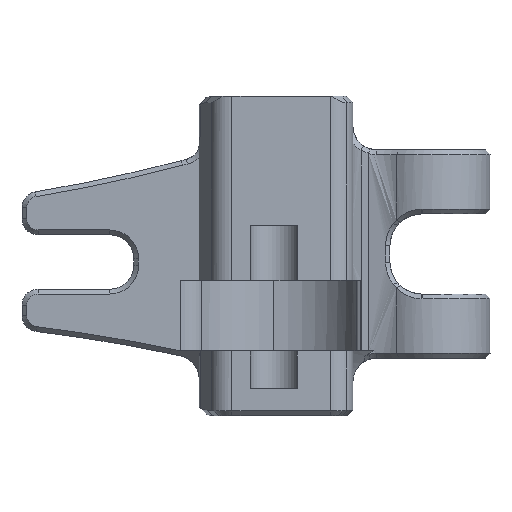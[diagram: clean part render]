
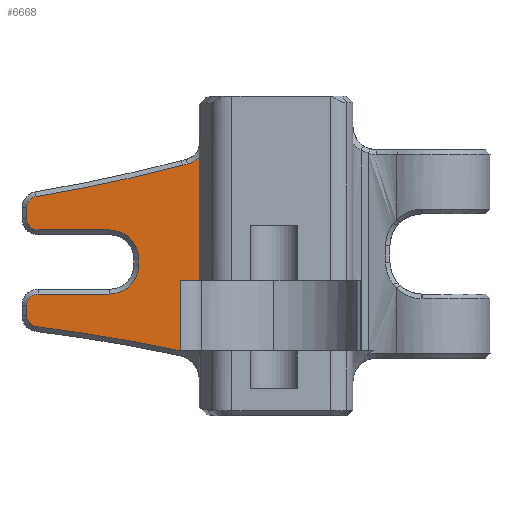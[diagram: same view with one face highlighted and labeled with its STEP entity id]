
A CAD part, left-side view. The second image highlights one B-rep face of the part: STEP entity #6668.
In plain terms, the highlighted planar face has unit normal (-1, 0, 0).
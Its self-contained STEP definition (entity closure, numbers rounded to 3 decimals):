
#5157 = EDGE_CURVE('',#5158,#5160,#5162,.T.);
#5158 = VERTEX_POINT('',#5159);
#5159 = CARTESIAN_POINT('',(11.8,5.84,4.95));
#5160 = VERTEX_POINT('',#5161);
#5161 = CARTESIAN_POINT('',(11.8,6.451,5.078));
#5162 = LINE('',#5163,#5164);
#5163 = CARTESIAN_POINT('',(11.8,1.408,4.023));
#5164 = VECTOR('',#5165,1.);
#5165 = DIRECTION('',(0.,0.979,0.205));
#6504 = VERTEX_POINT('',#6505);
#6505 = CARTESIAN_POINT('',(11.8,5.818,9.349));
#6512 = EDGE_CURVE('',#6513,#6504,#6515,.T.);
#6513 = VERTEX_POINT('',#6514);
#6514 = CARTESIAN_POINT('',(11.8,4.9,9.349));
#6515 = LINE('',#6516,#6517);
#6516 = CARTESIAN_POINT('',(11.8,0.,9.349));
#6517 = VECTOR('',#6518,1.);
#6518 = DIRECTION('',(0.,1.,0.));
#6520 = EDGE_CURVE('',#6513,#6521,#6523,.T.);
#6521 = VERTEX_POINT('',#6522);
#6522 = CARTESIAN_POINT('',(11.8,4.654,9.349));
#6523 = LINE('',#6524,#6525);
#6524 = CARTESIAN_POINT('',(11.8,0.,9.349));
#6525 = VECTOR('',#6526,1.);
#6526 = DIRECTION('',(0.,-1.,0.));
#6630 = VERTEX_POINT('',#6631);
#6631 = CARTESIAN_POINT('',(11.8,5.818,4.95));
#6640 = EDGE_CURVE('',#6630,#6504,#6641,.T.);
#6641 = LINE('',#6642,#6643);
#6642 = CARTESIAN_POINT('',(11.8,5.818,4.95));
#6643 = VECTOR('',#6644,1.);
#6644 = DIRECTION('',(0.,0.,1.));
#6654 = EDGE_CURVE('',#5158,#6630,#6655,.T.);
#6655 = LINE('',#6656,#6657);
#6656 = CARTESIAN_POINT('',(11.8,5.84,4.95));
#6657 = VECTOR('',#6658,1.);
#6658 = DIRECTION('',(0.,-1.,0.));
#6668 = ADVANCED_FACE('',(#6669),#6812,.F.);
#6669 = FACE_BOUND('',#6670,.F.);
#6670 = EDGE_LOOP('',(#6671,#6672,#6673,#6682,#6691,#6699,#6708,#6716,
    #6725,#6733,#6742,#6750,#6759,#6767,#6776,#6785,#6794,#6803,#6809,
    #6810,#6811));
#6671 = ORIENTED_EDGE('',*,*,#6654,.F.);
#6672 = ORIENTED_EDGE('',*,*,#5157,.T.);
#6673 = ORIENTED_EDGE('',*,*,#6674,.T.);
#6674 = EDGE_CURVE('',#5160,#6675,#6677,.T.);
#6675 = VERTEX_POINT('',#6676);
#6676 = CARTESIAN_POINT('',(11.8,14.805,6.461));
#6677 = CIRCLE('',#6678,100.3);
#6678 = AXIS2_PLACEMENT_3D('',#6679,#6680,#6681);
#6679 = CARTESIAN_POINT('',(11.8,26.992,-93.096));
#6680 = DIRECTION('',(-1.,0.,0.));
#6681 = DIRECTION('',(0.,-0.11,0.994)
  );
#6682 = ORIENTED_EDGE('',*,*,#6683,.F.);
#6683 = EDGE_CURVE('',#6684,#6675,#6686,.T.);
#6684 = VERTEX_POINT('',#6685);
#6685 = CARTESIAN_POINT('',(11.8,15.42,7.155));
#6686 = CIRCLE('',#6687,0.7);
#6687 = AXIS2_PLACEMENT_3D('',#6688,#6689,#6690);
#6688 = CARTESIAN_POINT('',(11.8,14.72,7.155));
#6689 = DIRECTION('',(-1.,0.,0.));
#6690 = DIRECTION('',(0.,1.,0.));
#6691 = ORIENTED_EDGE('',*,*,#6692,.T.);
#6692 = EDGE_CURVE('',#6684,#6693,#6695,.T.);
#6693 = VERTEX_POINT('',#6694);
#6694 = CARTESIAN_POINT('',(11.8,15.42,7.8));
#6695 = LINE('',#6696,#6697);
#6696 = CARTESIAN_POINT('',(11.8,15.42,13.679));
#6697 = VECTOR('',#6698,1.);
#6698 = DIRECTION('',(0.,0.,1.));
#6699 = ORIENTED_EDGE('',*,*,#6700,.T.);
#6700 = EDGE_CURVE('',#6693,#6701,#6703,.T.);
#6701 = VERTEX_POINT('',#6702);
#6702 = CARTESIAN_POINT('',(11.8,14.72,8.5));
#6703 = CIRCLE('',#6704,0.7);
#6704 = AXIS2_PLACEMENT_3D('',#6705,#6706,#6707);
#6705 = CARTESIAN_POINT('',(11.8,14.72,7.8));
#6706 = DIRECTION('',(1.,0.,0.));
#6707 = DIRECTION('',(0.,0.707,0.707)
  );
#6708 = ORIENTED_EDGE('',*,*,#6709,.T.);
#6709 = EDGE_CURVE('',#6701,#6710,#6712,.T.);
#6710 = VERTEX_POINT('',#6711);
#6711 = CARTESIAN_POINT('',(11.8,10.25,8.5));
#6712 = LINE('',#6713,#6714);
#6713 = CARTESIAN_POINT('',(11.8,0.,8.5));
#6714 = VECTOR('',#6715,1.);
#6715 = DIRECTION('',(0.,-1.,0.));
#6716 = ORIENTED_EDGE('',*,*,#6717,.T.);
#6717 = EDGE_CURVE('',#6710,#6718,#6720,.T.);
#6718 = VERTEX_POINT('',#6719);
#6719 = CARTESIAN_POINT('',(11.8,8.45,10.3));
#6720 = CIRCLE('',#6721,1.8);
#6721 = AXIS2_PLACEMENT_3D('',#6722,#6723,#6724);
#6722 = CARTESIAN_POINT('',(11.8,10.25,10.3));
#6723 = DIRECTION('',(-1.,0.,0.));
#6724 = DIRECTION('',(0.,-0.707,-0.707
    ));
#6725 = ORIENTED_EDGE('',*,*,#6726,.F.);
#6726 = EDGE_CURVE('',#6727,#6718,#6729,.T.);
#6727 = VERTEX_POINT('',#6728);
#6728 = CARTESIAN_POINT('',(11.8,8.45,10.7));
#6729 = LINE('',#6730,#6731);
#6730 = CARTESIAN_POINT('',(11.8,8.45,10.7));
#6731 = VECTOR('',#6732,1.);
#6732 = DIRECTION('',(0.,0.,-1.));
#6733 = ORIENTED_EDGE('',*,*,#6734,.T.);
#6734 = EDGE_CURVE('',#6727,#6735,#6737,.T.);
#6735 = VERTEX_POINT('',#6736);
#6736 = CARTESIAN_POINT('',(11.8,10.25,12.5));
#6737 = CIRCLE('',#6738,1.8);
#6738 = AXIS2_PLACEMENT_3D('',#6739,#6740,#6741);
#6739 = CARTESIAN_POINT('',(11.8,10.25,10.7));
#6740 = DIRECTION('',(-1.,0.,0.));
#6741 = DIRECTION('',(0.,-0.707,0.707)
  );
#6742 = ORIENTED_EDGE('',*,*,#6743,.T.);
#6743 = EDGE_CURVE('',#6735,#6744,#6746,.T.);
#6744 = VERTEX_POINT('',#6745);
#6745 = CARTESIAN_POINT('',(11.8,14.72,12.5));
#6746 = LINE('',#6747,#6748);
#6747 = CARTESIAN_POINT('',(11.8,0.,12.5));
#6748 = VECTOR('',#6749,1.);
#6749 = DIRECTION('',(0.,1.,0.));
#6750 = ORIENTED_EDGE('',*,*,#6751,.T.);
#6751 = EDGE_CURVE('',#6744,#6752,#6754,.T.);
#6752 = VERTEX_POINT('',#6753);
#6753 = CARTESIAN_POINT('',(11.8,15.42,13.2));
#6754 = CIRCLE('',#6755,0.7);
#6755 = AXIS2_PLACEMENT_3D('',#6756,#6757,#6758);
#6756 = CARTESIAN_POINT('',(11.8,14.72,13.2));
#6757 = DIRECTION('',(1.,0.,0.));
#6758 = DIRECTION('',(0.,0.707,-0.707
    ));
#6759 = ORIENTED_EDGE('',*,*,#6760,.T.);
#6760 = EDGE_CURVE('',#6752,#6761,#6763,.T.);
#6761 = VERTEX_POINT('',#6762);
#6762 = CARTESIAN_POINT('',(11.8,15.42,13.895));
#6763 = LINE('',#6764,#6765);
#6764 = CARTESIAN_POINT('',(11.8,15.42,13.679));
#6765 = VECTOR('',#6766,1.);
#6766 = DIRECTION('',(0.,0.,1.));
#6767 = ORIENTED_EDGE('',*,*,#6768,.T.);
#6768 = EDGE_CURVE('',#6761,#6769,#6771,.T.);
#6769 = VERTEX_POINT('',#6770);
#6770 = CARTESIAN_POINT('',(11.8,14.835,14.586));
#6771 = CIRCLE('',#6772,0.7);
#6772 = AXIS2_PLACEMENT_3D('',#6773,#6774,#6775);
#6773 = CARTESIAN_POINT('',(11.8,14.72,13.895));
#6774 = DIRECTION('',(1.,0.,0.));
#6775 = DIRECTION('',(0.,0.763,0.647));
#6776 = ORIENTED_EDGE('',*,*,#6777,.T.);
#6777 = EDGE_CURVE('',#6769,#6778,#6780,.T.);
#6778 = VERTEX_POINT('',#6779);
#6779 = CARTESIAN_POINT('',(11.8,5.695,16.545));
#6780 = CIRCLE('',#6781,100.3);
#6781 = AXIS2_PLACEMENT_3D('',#6782,#6783,#6784);
#6782 = CARTESIAN_POINT('',(11.8,31.261,113.532));
#6783 = DIRECTION('',(-1.,0.,0.));
#6784 = DIRECTION('',(0.,-0.255,-0.967)
  );
#6785 = ORIENTED_EDGE('',*,*,#6786,.T.);
#6786 = EDGE_CURVE('',#6778,#6787,#6789,.T.);
#6787 = VERTEX_POINT('',#6788);
#6788 = CARTESIAN_POINT('',(11.8,5.404,16.612));
#6789 = CIRCLE('',#6790,4.7);
#6790 = AXIS2_PLACEMENT_3D('',#6791,#6792,#6793);
#6791 = CARTESIAN_POINT('',(11.8,4.497,12.));
#6792 = DIRECTION('',(1.,0.,-0.));
#6793 = DIRECTION('',(0.,1.,0.));
#6794 = ORIENTED_EDGE('',*,*,#6795,.T.);
#6795 = EDGE_CURVE('',#6787,#6796,#6798,.T.);
#6796 = VERTEX_POINT('',#6797);
#6797 = CARTESIAN_POINT('',(11.8,4.654,17.057));
#6798 = CIRCLE('',#6799,1.3);
#6799 = AXIS2_PLACEMENT_3D('',#6800,#6801,#6802);
#6800 = CARTESIAN_POINT('',(11.8,5.654,17.887));
#6801 = DIRECTION('',(-1.,0.,0.));
#6802 = DIRECTION('',(0.,-0.772,-0.635
    ));
#6803 = ORIENTED_EDGE('',*,*,#6804,.T.);
#6804 = EDGE_CURVE('',#6796,#6521,#6805,.T.);
#6805 = LINE('',#6806,#6807);
#6806 = CARTESIAN_POINT('',(11.8,4.654,17.057));
#6807 = VECTOR('',#6808,1.);
#6808 = DIRECTION('',(0.,0.,-1.));
#6809 = ORIENTED_EDGE('',*,*,#6520,.F.);
#6810 = ORIENTED_EDGE('',*,*,#6512,.T.);
#6811 = ORIENTED_EDGE('',*,*,#6640,.F.);
#6812 = PLANE('',#6813);
#6813 = AXIS2_PLACEMENT_3D('',#6814,#6815,#6816);
#6814 = CARTESIAN_POINT('',(11.8,0.,17.));
#6815 = DIRECTION('',(1.,0.,0.));
#6816 = DIRECTION('',(0.,1.,0.));
